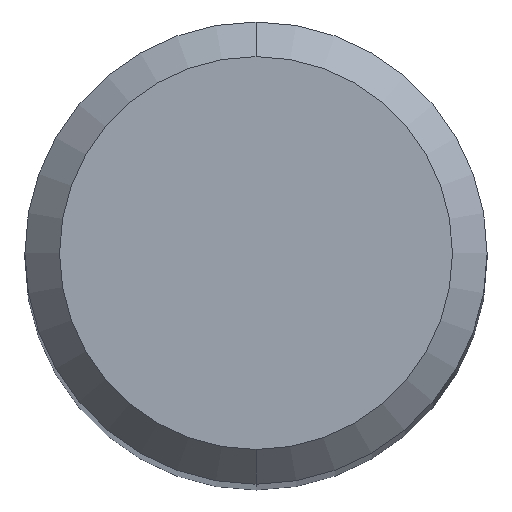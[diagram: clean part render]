
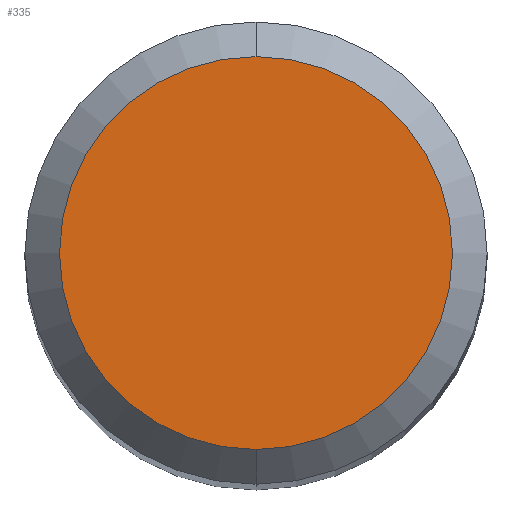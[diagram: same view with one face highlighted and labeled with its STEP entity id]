
A CAD part, top view. The second image highlights one B-rep face of the part: STEP entity #335.
In plain terms, the highlighted planar face has unit normal (0, 0, 1).
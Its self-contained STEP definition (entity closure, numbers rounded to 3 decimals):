
#185=EDGE_CURVE('',#199,#453,#492,.T.);
#199=VERTEX_POINT('',#507);
#335=ADVANCED_FACE('',(#655),#656,.T.);
#423=EDGE_CURVE('',#453,#199,#755,.T.);
#453=VERTEX_POINT('',#787);
#492=CIRCLE('',#831,1.7);
#507=CARTESIAN_POINT('',(0.0,1.7,0.0));
#655=FACE_OUTER_BOUND('',#1160,.T.);
#656=PLANE('',#1161);
#755=CIRCLE('',#1350,1.7);
#787=CARTESIAN_POINT('',(0.,-1.7,0.0));
#831=AXIS2_PLACEMENT_3D('',#1449,#1450,#1451);
#1160=EDGE_LOOP('',(#1628,#1629));
#1161=AXIS2_PLACEMENT_3D('',#1630,#1631,#1632);
#1350=AXIS2_PLACEMENT_3D('',#1750,#1751,#1752);
#1449=CARTESIAN_POINT('',(0.0,0.0,0.0));
#1450=DIRECTION('',(0.0,0.0,-1.0));
#1451=DIRECTION('',(0.0,1.0,0.0));
#1628=ORIENTED_EDGE('',*,*,#185,.F.);
#1629=ORIENTED_EDGE('',*,*,#423,.F.);
#1630=CARTESIAN_POINT('',(0.0,0.85,0.0));
#1631=DIRECTION('',(-0.0,0.0,1.0));
#1632=DIRECTION('',(0.0,-1.0,0.0));
#1750=CARTESIAN_POINT('',(0.0,0.0,0.0));
#1751=DIRECTION('',(0.0,0.0,-1.0));
#1752=DIRECTION('',(0.0,1.0,0.0));
